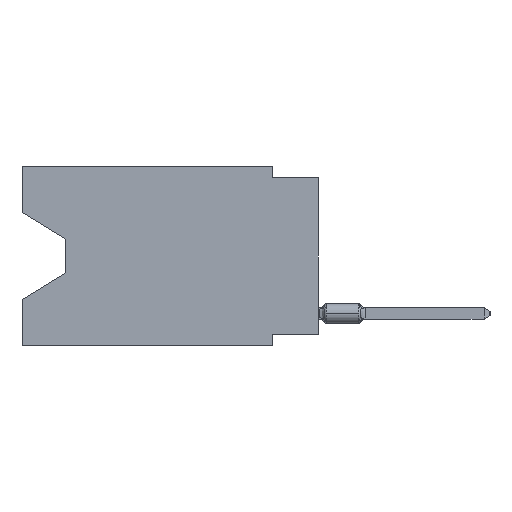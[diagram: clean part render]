
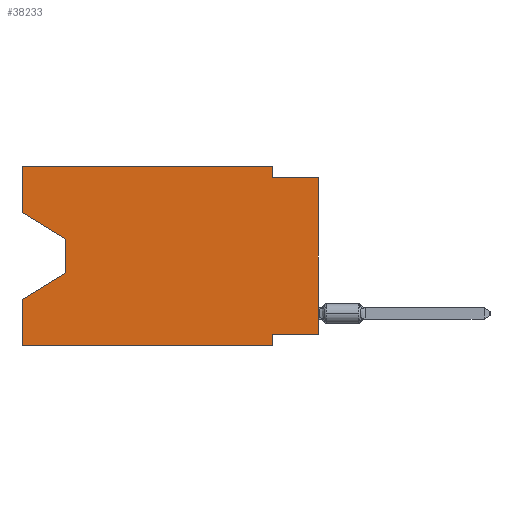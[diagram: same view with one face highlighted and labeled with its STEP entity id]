
A CAD part, left-side view. The second image highlights one B-rep face of the part: STEP entity #38233.
In plain terms, the highlighted planar face has unit normal (-1, 0, 0).
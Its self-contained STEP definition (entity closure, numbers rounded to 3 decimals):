
#251 = DIRECTION ( 'NONE',  ( 0., -1., 0. ) ) ;
#279 = LINE ( 'NONE', #67329, #4545 ) ;
#492 = DIRECTION ( 'NONE',  ( 0., -1., 0. ) ) ;
#1361 = ORIENTED_EDGE ( 'NONE', *, *, #23351, .T. ) ;
#1455 = ORIENTED_EDGE ( 'NONE', *, *, #64240, .F. ) ;
#1501 = CARTESIAN_POINT ( 'NONE',  ( 0., 16.383, 0. ) ) ;
#1568 = LINE ( 'NONE', #50146, #63922 ) ;
#1669 = ORIENTED_EDGE ( 'NONE', *, *, #37145, .T. ) ;
#1966 = VECTOR ( 'NONE', #251, 1000. ) ;
#3632 = LINE ( 'NONE', #52918, #50814 ) ;
#4146 = LINE ( 'NONE', #59593, #51589 ) ;
#4545 = VECTOR ( 'NONE', #44142, 1000. ) ;
#5711 = LINE ( 'NONE', #45229, #33485 ) ;
#6398 = DIRECTION ( 'NONE',  ( 0., 0., 1. ) ) ;
#7224 = EDGE_LOOP ( 'NONE', ( #8212, #1361, #1669, #15343, #14598, #49274, #33517, #47716, #49416, #15861, #1455, #8282 ) ) ;
#7667 = PLANE ( 'NONE',  #47348 ) ;
#8212 = ORIENTED_EDGE ( 'NONE', *, *, #14260, .T. ) ;
#8282 = ORIENTED_EDGE ( 'NONE', *, *, #12238, .F. ) ;
#9407 = DIRECTION ( 'NONE',  ( 0., -0.855, -0.519 ) ) ;
#9811 = EDGE_CURVE ( 'NONE', #50226, #12496, #34307, .T. ) ;
#10736 = EDGE_CURVE ( 'NONE', #17109, #70591, #1568, .T. ) ;
#11006 = CARTESIAN_POINT ( 'NONE',  ( 0., 16.383, 0. ) ) ;
#11295 = DIRECTION ( 'NONE',  ( 0., 0., 1. ) ) ;
#12238 = EDGE_CURVE ( 'NONE', #70624, #30734, #41529, .T. ) ;
#12496 = VERTEX_POINT ( 'NONE', #62900 ) ;
#13973 = CARTESIAN_POINT ( 'NONE',  ( 0., 16.383, 0. ) ) ;
#14260 = EDGE_CURVE ( 'NONE', #70624, #47638, #3632, .T. ) ;
#14468 = CARTESIAN_POINT ( 'NONE',  ( 0., 16.383, -9.906 ) ) ;
#14598 = ORIENTED_EDGE ( 'NONE', *, *, #41444, .T. ) ;
#14707 = CARTESIAN_POINT ( 'NONE',  ( 0., 13.97, -4.013 ) ) ;
#15343 = ORIENTED_EDGE ( 'NONE', *, *, #9811, .F. ) ;
#15861 = ORIENTED_EDGE ( 'NONE', *, *, #38026, .F. ) ;
#16391 = CARTESIAN_POINT ( 'NONE',  ( 0., 2.54, -9.906 ) ) ;
#17109 = VERTEX_POINT ( 'NONE', #57462 ) ;
#19756 = CARTESIAN_POINT ( 'NONE',  ( 0., 2.54, -0.635 ) ) ;
#20452 = DIRECTION ( 'NONE',  ( 0., 0., -1. ) ) ;
#23351 = EDGE_CURVE ( 'NONE', #47638, #64233, #4146, .T. ) ;
#25475 = CARTESIAN_POINT ( 'NONE',  ( 0., 2.54, 0. ) ) ;
#27435 = VECTOR ( 'NONE', #492, 1000. ) ;
#27814 = DIRECTION ( 'NONE',  ( 0., 1., 0. ) ) ;
#27972 = CARTESIAN_POINT ( 'NONE',  ( 0., 16.383, -2.546 ) ) ;
#28316 = DIRECTION ( 'NONE',  ( 0., 0., -1. ) ) ;
#30272 = DIRECTION ( 'NONE',  ( 0., 0., 1. ) ) ;
#30734 = VERTEX_POINT ( 'NONE', #57963 ) ;
#30990 = CARTESIAN_POINT ( 'NONE',  ( 0., 2.54, 0. ) ) ;
#33485 = VECTOR ( 'NONE', #27814, 1000. ) ;
#33517 = ORIENTED_EDGE ( 'NONE', *, *, #33543, .F. ) ;
#33543 = EDGE_CURVE ( 'NONE', #66654, #17109, #5711, .T. ) ;
#34118 = CARTESIAN_POINT ( 'NONE',  ( 0., 0., 0. ) ) ;
#34307 = LINE ( 'NONE', #41448, #34891 ) ;
#34533 = CARTESIAN_POINT ( 'NONE',  ( 0., 13.97, -5.893 ) ) ;
#34891 = VECTOR ( 'NONE', #6398, 1000. ) ;
#36365 = LINE ( 'NONE', #25475, #57731 ) ;
#37145 = EDGE_CURVE ( 'NONE', #64233, #12496, #279, .T. ) ;
#38026 = EDGE_CURVE ( 'NONE', #38802, #70966, #36365, .T. ) ;
#38233 = ADVANCED_FACE ( 'NONE', ( #51178 ), #7667, .F. ) ;
#38321 = CARTESIAN_POINT ( 'NONE',  ( 0., 0., -0.635 ) ) ;
#38802 = VERTEX_POINT ( 'NONE', #30990 ) ;
#40706 = VECTOR ( 'NONE', #53455, 1000. ) ;
#41444 = EDGE_CURVE ( 'NONE', #50226, #70591, #53812, .T. ) ;
#41447 = DIRECTION ( 'NONE',  ( 0., 0., -1. ) ) ;
#41448 = CARTESIAN_POINT ( 'NONE',  ( 0., 16.383, 0. ) ) ;
#41529 = LINE ( 'NONE', #13973, #47737 ) ;
#44142 = DIRECTION ( 'NONE',  ( 0., 0.855, -0.519 ) ) ;
#45107 = CARTESIAN_POINT ( 'NONE',  ( 0., 0., -9.271 ) ) ;
#45229 = CARTESIAN_POINT ( 'NONE',  ( 0., 0., -9.271 ) ) ;
#47348 = AXIS2_PLACEMENT_3D ( 'NONE', #1501, #55865, #28316 ) ;
#47638 = VERTEX_POINT ( 'NONE', #14707 ) ;
#47716 = ORIENTED_EDGE ( 'NONE', *, *, #54412, .T. ) ;
#47737 = VECTOR ( 'NONE', #30272, 1000. ) ;
#49107 = CARTESIAN_POINT ( 'NONE',  ( 0., 16.383, -9.906 ) ) ;
#49274 = ORIENTED_EDGE ( 'NONE', *, *, #10736, .F. ) ;
#49416 = ORIENTED_EDGE ( 'NONE', *, *, #57680, .F. ) ;
#49551 = LINE ( 'NONE', #38321, #1966 ) ;
#50146 = CARTESIAN_POINT ( 'NONE',  ( 0., 2.54, -9.906 ) ) ;
#50226 = VERTEX_POINT ( 'NONE', #14468 ) ;
#50348 = VECTOR ( 'NONE', #11295, 1000. ) ;
#50509 = LINE ( 'NONE', #11006, #27435 ) ;
#50814 = VECTOR ( 'NONE', #9407, 1000. ) ;
#51178 = FACE_OUTER_BOUND ( 'NONE', #7224, .T. ) ;
#51589 = VECTOR ( 'NONE', #20452, 1000. ) ;
#52918 = CARTESIAN_POINT ( 'NONE',  ( 0., 16.383, -2.546 ) ) ;
#53455 = DIRECTION ( 'NONE',  ( 0., -1., 0. ) ) ;
#53812 = LINE ( 'NONE', #49107, #40706 ) ;
#54412 = EDGE_CURVE ( 'NONE', #66654, #61679, #56240, .T. ) ;
#55865 = DIRECTION ( 'NONE',  ( 1., 0., 0. ) ) ;
#55942 = DIRECTION ( 'NONE',  ( 0., 0., -1. ) ) ;
#56240 = LINE ( 'NONE', #34118, #50348 ) ;
#57462 = CARTESIAN_POINT ( 'NONE',  ( 0., 2.54, -9.271 ) ) ;
#57680 = EDGE_CURVE ( 'NONE', #70966, #61679, #49551, .T. ) ;
#57731 = VECTOR ( 'NONE', #41447, 1000. ) ;
#57963 = CARTESIAN_POINT ( 'NONE',  ( 0., 16.383, 0. ) ) ;
#59593 = CARTESIAN_POINT ( 'NONE',  ( 0., 13.97, -4.013 ) ) ;
#61679 = VERTEX_POINT ( 'NONE', #61866 ) ;
#61866 = CARTESIAN_POINT ( 'NONE',  ( 0., 0., -0.635 ) ) ;
#62900 = CARTESIAN_POINT ( 'NONE',  ( 0., 16.383, -7.36 ) ) ;
#63922 = VECTOR ( 'NONE', #55942, 1000. ) ;
#64233 = VERTEX_POINT ( 'NONE', #34533 ) ;
#64240 = EDGE_CURVE ( 'NONE', #30734, #38802, #50509, .T. ) ;
#66654 = VERTEX_POINT ( 'NONE', #45107 ) ;
#67329 = CARTESIAN_POINT ( 'NONE',  ( 0., 13.97, -5.893 ) ) ;
#70591 = VERTEX_POINT ( 'NONE', #16391 ) ;
#70624 = VERTEX_POINT ( 'NONE', #27972 ) ;
#70966 = VERTEX_POINT ( 'NONE', #19756 ) ;
